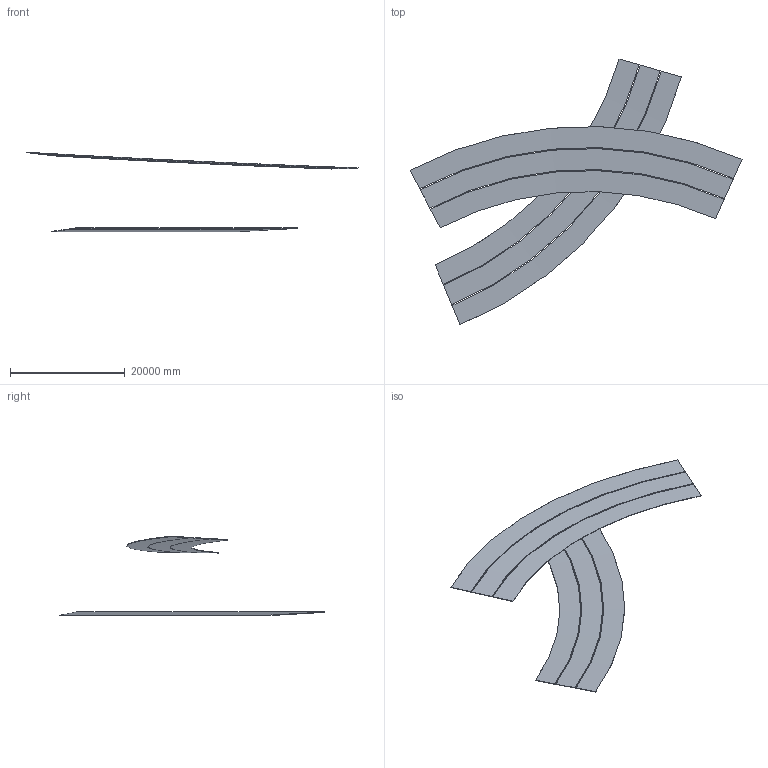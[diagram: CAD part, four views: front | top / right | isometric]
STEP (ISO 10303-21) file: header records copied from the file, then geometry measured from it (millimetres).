
FILE_DESCRIPTION( ( '' ), ' ' );
FILE_NAME( '5e0a5bf771a87313f16ac3ff.step', '2019-12-30T20:20:08', ( '' ), ( '' ), ' ', ' ', ' ' );
FILE_SCHEMA( ( 'AUTOMOTIVE_DESIGN { 1 0 10303 214 1 1 1 1 }' ) );
Length unit declared in the file: metre
Products named in the file (6): Part 3; Part 4; Part 5; Part 13; Part 12; Part 11
Bounding box: 57831.41 x 46308.3 x 13869.24 mm (x, y, z)
Volume: 91694245518.8 mm3; surface area: 2460156641.9 mm2
Topology: 6 solids, 6 shells, 36 faces, 72 edges, 48 vertices
Faces by surface type: cone 24, plane 12
Entity records: 1294 total; most frequent: DIRECTION 180, CARTESIAN_POINT 162, ORIENTED_EDGE 144, EDGE_CURVE 72, AXIS2_PLACEMENT_3D 66, VERTEX_POINT 48, LINE 48, VECTOR 48
